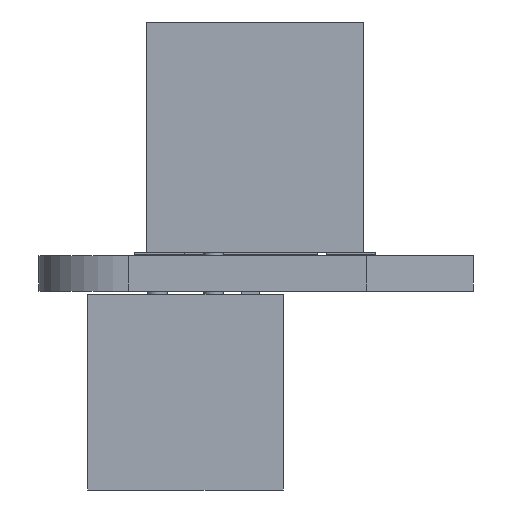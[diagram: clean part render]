
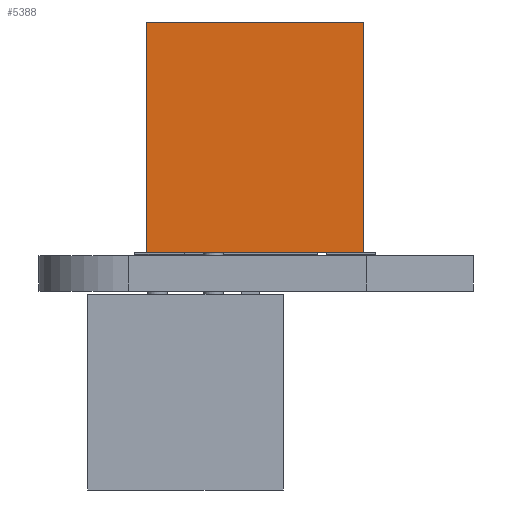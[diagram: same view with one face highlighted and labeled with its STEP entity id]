
A CAD part, left-side view. The second image highlights one B-rep face of the part: STEP entity #5388.
In plain terms, the highlighted planar face has unit normal (-1, 0, 0).
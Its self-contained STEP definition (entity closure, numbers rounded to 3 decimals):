
#5125 = EDGE_CURVE('',#5126,#5128,#5130,.T.);
#5126 = VERTEX_POINT('',#5127);
#5127 = CARTESIAN_POINT('',(-3.63,4.89,0.1));
#5128 = VERTEX_POINT('',#5129);
#5129 = CARTESIAN_POINT('',(-3.63,4.89,10.46));
#5130 = SURFACE_CURVE('',#5131,(#5135,#5147),.PCURVE_S1.);
#5131 = LINE('',#5132,#5133);
#5132 = CARTESIAN_POINT('',(-3.63,4.89,0.1));
#5133 = VECTOR('',#5134,1.);
#5134 = DIRECTION('',(0.,0.,1.));
#5135 = PCURVE('',#5136,#5141);
#5136 = PLANE('',#5137);
#5137 = AXIS2_PLACEMENT_3D('',#5138,#5139,#5140);
#5138 = CARTESIAN_POINT('',(-3.63,4.89,0.1));
#5139 = DIRECTION('',(0.,1.,0.));
#5140 = DIRECTION('',(1.,0.,0.));
#5141 = DEFINITIONAL_REPRESENTATION('',(#5142),#5146);
#5142 = LINE('',#5143,#5144);
#5143 = CARTESIAN_POINT('',(0.,0.));
#5144 = VECTOR('',#5145,1.);
#5145 = DIRECTION('',(0.,-1.));
#5146 = ( GEOMETRIC_REPRESENTATION_CONTEXT(2) 
PARAMETRIC_REPRESENTATION_CONTEXT() REPRESENTATION_CONTEXT('2D SPACE',''
  ) );
#5147 = PCURVE('',#5148,#5153);
#5148 = PLANE('',#5149);
#5149 = AXIS2_PLACEMENT_3D('',#5150,#5151,#5152);
#5150 = CARTESIAN_POINT('',(-3.63,-4.89,0.1));
#5151 = DIRECTION('',(-1.,0.,0.));
#5152 = DIRECTION('',(0.,1.,0.));
#5153 = DEFINITIONAL_REPRESENTATION('',(#5154),#5158);
#5154 = LINE('',#5155,#5156);
#5155 = CARTESIAN_POINT('',(9.78,0.));
#5156 = VECTOR('',#5157,1.);
#5157 = DIRECTION('',(0.,-1.));
#5158 = ( GEOMETRIC_REPRESENTATION_CONTEXT(2) 
PARAMETRIC_REPRESENTATION_CONTEXT() REPRESENTATION_CONTEXT('2D SPACE',''
  ) );
#5176 = PLANE('',#5177);
#5177 = AXIS2_PLACEMENT_3D('',#5178,#5179,#5180);
#5178 = CARTESIAN_POINT('',(0.,0.,10.46));
#5179 = DIRECTION('',(-0.,0.,-1.));
#5180 = DIRECTION('',(0.,-1.,0.));
#5230 = PLANE('',#5231);
#5231 = AXIS2_PLACEMENT_3D('',#5232,#5233,#5234);
#5232 = CARTESIAN_POINT('',(0.,0.,0.1));
#5233 = DIRECTION('',(-0.,0.,-1.));
#5234 = DIRECTION('',(0.,-1.,0.));
#5285 = PLANE('',#5286);
#5286 = AXIS2_PLACEMENT_3D('',#5287,#5288,#5289);
#5287 = CARTESIAN_POINT('',(3.63,-4.89,0.1));
#5288 = DIRECTION('',(0.,-1.,0.));
#5289 = DIRECTION('',(-1.,0.,0.));
#5323 = VERTEX_POINT('',#5324);
#5324 = CARTESIAN_POINT('',(-3.63,-4.89,10.46));
#5345 = EDGE_CURVE('',#5346,#5323,#5348,.T.);
#5346 = VERTEX_POINT('',#5347);
#5347 = CARTESIAN_POINT('',(-3.63,-4.89,0.1));
#5348 = SURFACE_CURVE('',#5349,(#5353,#5360),.PCURVE_S1.);
#5349 = LINE('',#5350,#5351);
#5350 = CARTESIAN_POINT('',(-3.63,-4.89,0.1));
#5351 = VECTOR('',#5352,1.);
#5352 = DIRECTION('',(0.,0.,1.));
#5353 = PCURVE('',#5285,#5354);
#5354 = DEFINITIONAL_REPRESENTATION('',(#5355),#5359);
#5355 = LINE('',#5356,#5357);
#5356 = CARTESIAN_POINT('',(7.26,0.));
#5357 = VECTOR('',#5358,1.);
#5358 = DIRECTION('',(0.,-1.));
#5359 = ( GEOMETRIC_REPRESENTATION_CONTEXT(2) 
PARAMETRIC_REPRESENTATION_CONTEXT() REPRESENTATION_CONTEXT('2D SPACE',''
  ) );
#5360 = PCURVE('',#5148,#5361);
#5361 = DEFINITIONAL_REPRESENTATION('',(#5362),#5366);
#5362 = LINE('',#5363,#5364);
#5363 = CARTESIAN_POINT('',(0.,0.));
#5364 = VECTOR('',#5365,1.);
#5365 = DIRECTION('',(0.,-1.));
#5366 = ( GEOMETRIC_REPRESENTATION_CONTEXT(2) 
PARAMETRIC_REPRESENTATION_CONTEXT() REPRESENTATION_CONTEXT('2D SPACE',''
  ) );
#5388 = ADVANCED_FACE('',(#5389),#5148,.T.);
#5389 = FACE_BOUND('',#5390,.T.);
#5390 = EDGE_LOOP('',(#5391,#5392,#5413,#5414));
#5391 = ORIENTED_EDGE('',*,*,#5345,.T.);
#5392 = ORIENTED_EDGE('',*,*,#5393,.T.);
#5393 = EDGE_CURVE('',#5323,#5128,#5394,.T.);
#5394 = SURFACE_CURVE('',#5395,(#5399,#5406),.PCURVE_S1.);
#5395 = LINE('',#5396,#5397);
#5396 = CARTESIAN_POINT('',(-3.63,-4.89,10.46));
#5397 = VECTOR('',#5398,1.);
#5398 = DIRECTION('',(0.,1.,0.));
#5399 = PCURVE('',#5148,#5400);
#5400 = DEFINITIONAL_REPRESENTATION('',(#5401),#5405);
#5401 = LINE('',#5402,#5403);
#5402 = CARTESIAN_POINT('',(0.,-10.36));
#5403 = VECTOR('',#5404,1.);
#5404 = DIRECTION('',(1.,0.));
#5405 = ( GEOMETRIC_REPRESENTATION_CONTEXT(2) 
PARAMETRIC_REPRESENTATION_CONTEXT() REPRESENTATION_CONTEXT('2D SPACE',''
  ) );
#5406 = PCURVE('',#5176,#5407);
#5407 = DEFINITIONAL_REPRESENTATION('',(#5408),#5412);
#5408 = LINE('',#5409,#5410);
#5409 = CARTESIAN_POINT('',(4.89,3.63));
#5410 = VECTOR('',#5411,1.);
#5411 = DIRECTION('',(-1.,0.));
#5412 = ( GEOMETRIC_REPRESENTATION_CONTEXT(2) 
PARAMETRIC_REPRESENTATION_CONTEXT() REPRESENTATION_CONTEXT('2D SPACE',''
  ) );
#5413 = ORIENTED_EDGE('',*,*,#5125,.F.);
#5414 = ORIENTED_EDGE('',*,*,#5415,.F.);
#5415 = EDGE_CURVE('',#5346,#5126,#5416,.T.);
#5416 = SURFACE_CURVE('',#5417,(#5421,#5428),.PCURVE_S1.);
#5417 = LINE('',#5418,#5419);
#5418 = CARTESIAN_POINT('',(-3.63,-4.89,0.1));
#5419 = VECTOR('',#5420,1.);
#5420 = DIRECTION('',(0.,1.,0.));
#5421 = PCURVE('',#5148,#5422);
#5422 = DEFINITIONAL_REPRESENTATION('',(#5423),#5427);
#5423 = LINE('',#5424,#5425);
#5424 = CARTESIAN_POINT('',(0.,0.));
#5425 = VECTOR('',#5426,1.);
#5426 = DIRECTION('',(1.,0.));
#5427 = ( GEOMETRIC_REPRESENTATION_CONTEXT(2) 
PARAMETRIC_REPRESENTATION_CONTEXT() REPRESENTATION_CONTEXT('2D SPACE',''
  ) );
#5428 = PCURVE('',#5230,#5429);
#5429 = DEFINITIONAL_REPRESENTATION('',(#5430),#5434);
#5430 = LINE('',#5431,#5432);
#5431 = CARTESIAN_POINT('',(4.89,3.63));
#5432 = VECTOR('',#5433,1.);
#5433 = DIRECTION('',(-1.,0.));
#5434 = ( GEOMETRIC_REPRESENTATION_CONTEXT(2) 
PARAMETRIC_REPRESENTATION_CONTEXT() REPRESENTATION_CONTEXT('2D SPACE',''
  ) );
